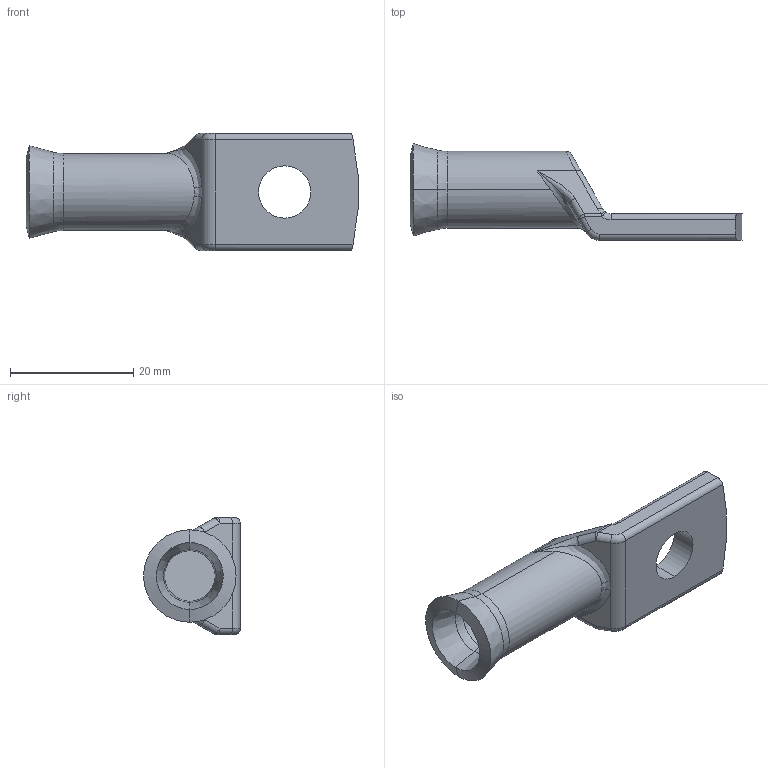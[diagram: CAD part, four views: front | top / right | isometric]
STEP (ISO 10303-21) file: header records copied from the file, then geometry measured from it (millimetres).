
FILE_DESCRIPTION (( 'STEP AP203' ), '1' );
FILE_NAME ('35 mm² DIN NORM BAKIR SKP M8.STEP', '2025-07-16T08:31:54', ( '' ), ( '' ), 'SwSTEP 2.0', 'SolidWorks 2023', '' );
FILE_SCHEMA (( 'CONFIG_CONTROL_DESIGN' ));
Length unit declared in the file: millimetre
Products named in the file (1): 35 mm² DIN NORM BAKIR SKP M8
Bounding box: 53.9 x 15.7 x 19 mm (x, y, z)
Volume: 4266.7 mm3; surface area: 3239.8 mm2
Topology: 1 solids, 1 shells, 58 faces, 130 edges, 72 vertices
Faces by surface type: cylinder 21, plane 10, bspline 9, torus 8, cone 6, sphere 4
Entity records: 1941 total; most frequent: CARTESIAN_POINT 654, DIRECTION 259, ORIENTED_EDGE 256, EDGE_CURVE 128, AXIS2_PLACEMENT_3D 107, VERTEX_POINT 72, EDGE_LOOP 60, ADVANCED_FACE 58
